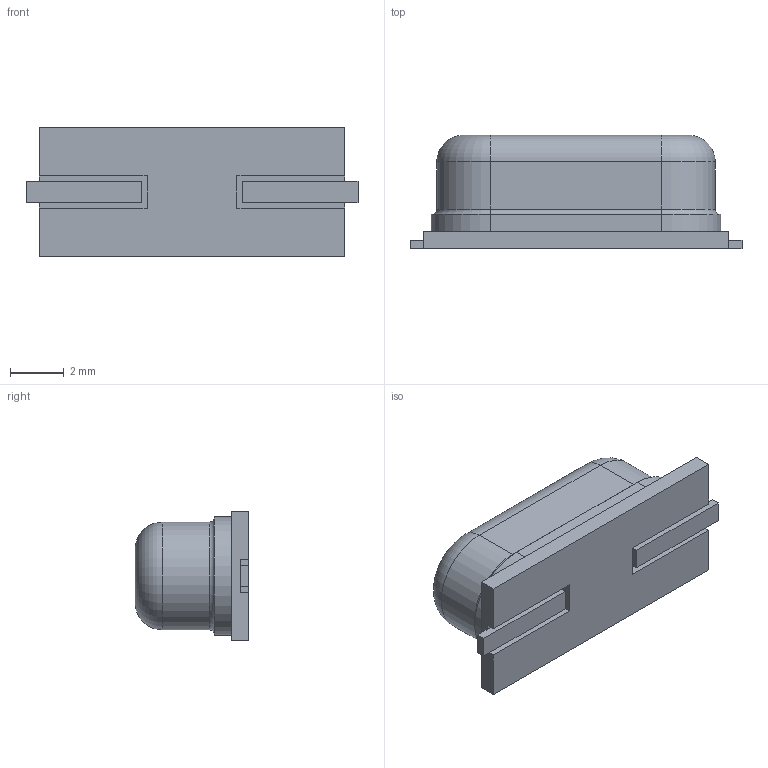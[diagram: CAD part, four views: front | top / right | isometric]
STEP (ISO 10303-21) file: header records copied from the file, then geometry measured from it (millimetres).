
FILE_DESCRIPTION (( 'STEP AP214' ), '1' );
FILE_NAME ('HCDEFAU1210749526922.step', '2006-12-10T12:49:53', ( 'sysAdmin' ), ( 'SolidWorks' ), 'SwSTEP 2.0', 'SolidWorks 2007', '' );
FILE_SCHEMA (( 'AUTOMOTIVE_DESIGN' ));
Length unit declared in the file: millimetre
Products named in the file (1): HCDEFAU1210749526922
Bounding box: 12.4 x 4.24 x 4.83 mm (x, y, z)
Volume: 170.5 mm3; surface area: 222.9 mm2
Topology: 1 solids, 1 shells, 43 faces, 104 edges, 64 vertices
Faces by surface type: plane 31, cylinder 8, torus 4
Entity records: 1405 total; most frequent: CARTESIAN_POINT 212, DIRECTION 210, ORIENTED_EDGE 208, EDGE_CURVE 104, LINE 86, VECTOR 86, VERTEX_POINT 64, AXIS2_PLACEMENT_3D 62
